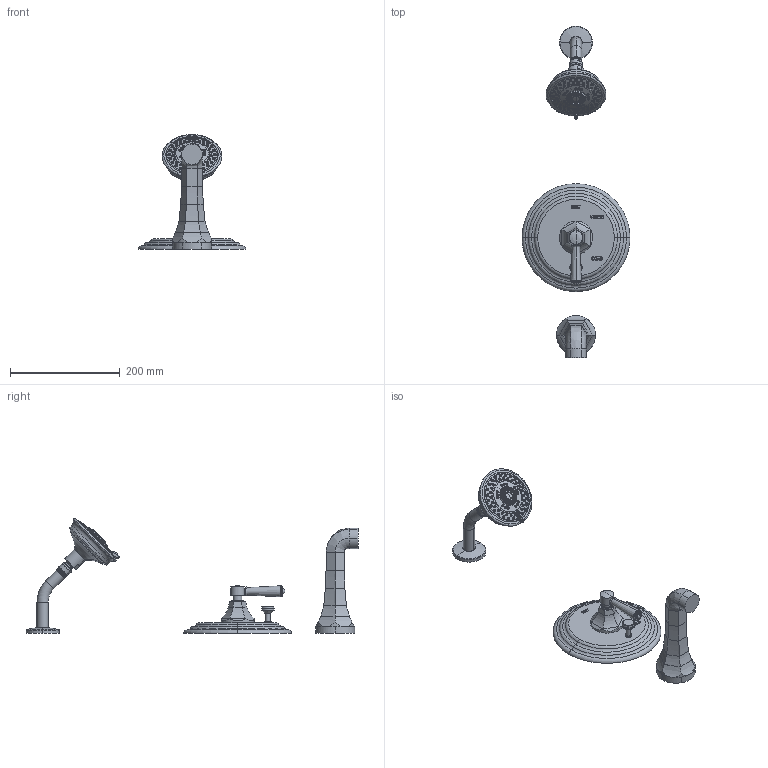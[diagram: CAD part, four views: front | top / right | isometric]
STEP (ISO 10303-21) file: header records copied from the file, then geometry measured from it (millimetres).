
FILE_DESCRIPTION((''),'2;1');
FILE_NAME('3-1202BP','2021-05-27T09:40:43',('jinson.thomas'),(''),'CREO PARAMETRIC BY PTC INC, 2018400','CREO PARAMETRIC BY PTC INC, 2018400','');
FILE_SCHEMA(('CONFIG_CONTROL_DESIGN'));
Products named in the file (1): 3-1202BP
Bounding box: 196.85 x 605.41 x 209.53 mm (x, y, z)
Volume: 1172692 mm3; surface area: 159683 mm2
Topology: 3 solids, 3 shells, 1363 faces, 3004 edges, 1815 vertices
Faces by surface type: torus 353, cone 308, plane 258, cylinder 230, bspline 138, extrusion 64, sphere 10, revolution 2
Entity records: 87387 total; most frequent: CARTESIAN_POINT 58518, ORIENTED_EDGE 5996, DIRECTION 5766, EDGE_CURVE 2998, AXIS2_PLACEMENT_3D 2354, VERTEX_POINT 1815, EDGE_LOOP 1553, FACE_OUTER_BOUND 1363
